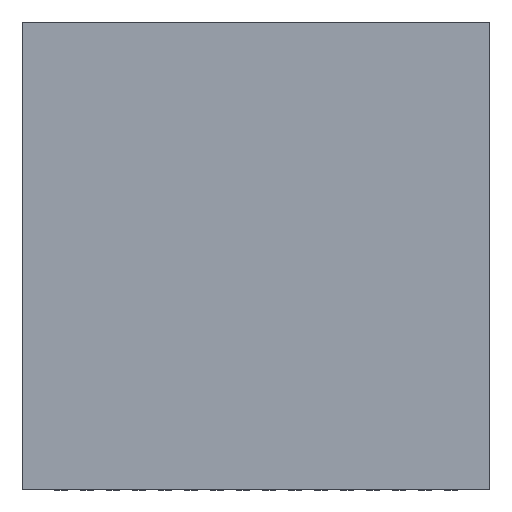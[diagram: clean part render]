
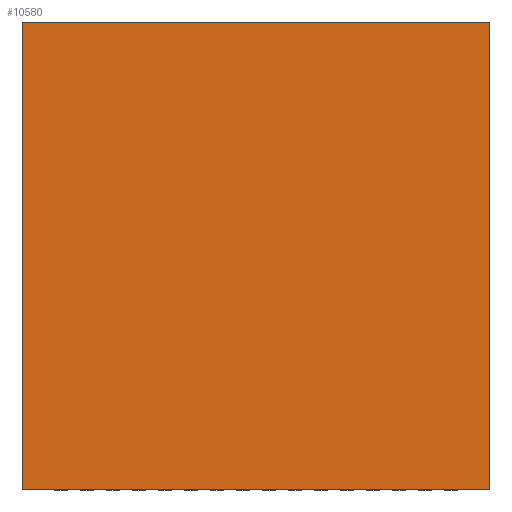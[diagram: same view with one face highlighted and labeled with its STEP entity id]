
A CAD part, top view. The second image highlights one B-rep face of the part: STEP entity #10580.
In plain terms, the highlighted face is planar.
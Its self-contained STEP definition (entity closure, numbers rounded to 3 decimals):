
#4922=DIRECTION('',(0.,0.,1.));
#4923=VECTOR('',#4922,9.);
#4924=CARTESIAN_POINT('',(-4.5,0.975,-4.5));
#4925=LINE('',#4924,#4923);
#4929=DIRECTION('',(-1.,0.,0.));
#4930=VECTOR('',#4929,9.);
#4931=CARTESIAN_POINT('',(4.5,0.975,-4.5));
#4932=LINE('',#4931,#4930);
#4936=DIRECTION('',(0.,0.,-1.));
#4937=VECTOR('',#4936,9.);
#4938=CARTESIAN_POINT('',(4.5,0.975,4.5));
#4939=LINE('',#4938,#4937);
#4943=DIRECTION('',(1.,0.,0.));
#4944=VECTOR('',#4943,9.);
#4945=CARTESIAN_POINT('',(-4.5,0.975,4.5));
#4946=LINE('',#4945,#4944);
#6310=CARTESIAN_POINT('',(-4.5,0.975,-4.5));
#6311=CARTESIAN_POINT('',(-4.5,0.975,4.5));
#6312=VERTEX_POINT('',#6310);
#6313=VERTEX_POINT('',#6311);
#6314=CARTESIAN_POINT('',(4.5,0.975,4.5));
#6315=VERTEX_POINT('',#6314);
#6316=CARTESIAN_POINT('',(4.5,0.975,-4.5));
#6317=VERTEX_POINT('',#6316);
#10569=CARTESIAN_POINT('',(0.,0.975,0.));
#10570=DIRECTION('',(0.,1.,0.));
#10571=DIRECTION('',(1.,0.,0.));
#10572=AXIS2_PLACEMENT_3D('',#10569,#10570,#10571);
#10573=PLANE('',#10572);
#10574=ORIENTED_EDGE('',*,*,#9692,.F.);
#10575=ORIENTED_EDGE('',*,*,#8315,.F.);
#10576=ORIENTED_EDGE('',*,*,#9192,.F.);
#10577=ORIENTED_EDGE('',*,*,#9389,.F.);
#10578=EDGE_LOOP('',(#10574,#10575,#10576,#10577));
#10579=FACE_OUTER_BOUND('',#10578,.F.);
#8315=EDGE_CURVE('',#6317,#6312,#4932,.T.);
#9192=EDGE_CURVE('',#6315,#6317,#4939,.T.);
#9389=EDGE_CURVE('',#6313,#6315,#4946,.T.);
#9692=EDGE_CURVE('',#6312,#6313,#4925,.T.);
#10580=ADVANCED_FACE('',(#10579),#10573,.T.);
